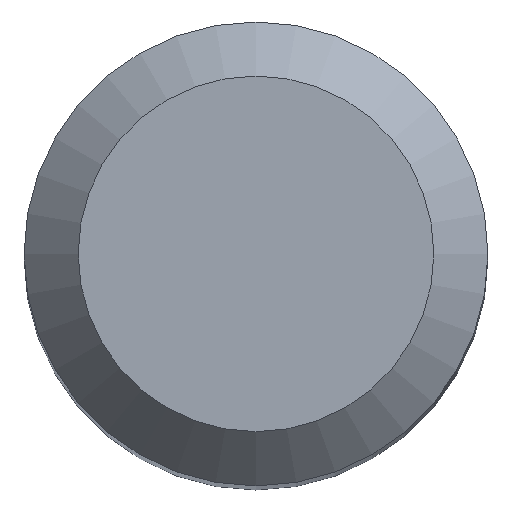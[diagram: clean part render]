
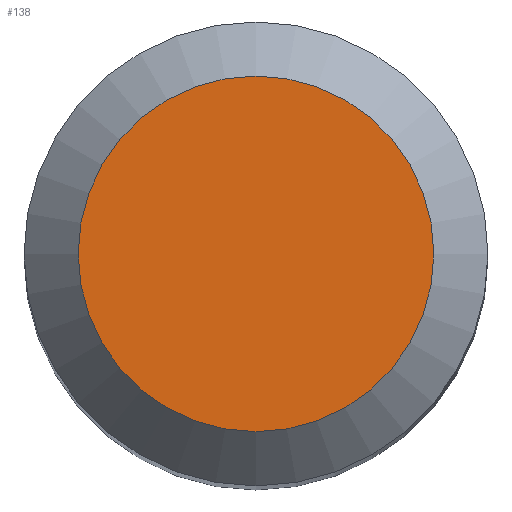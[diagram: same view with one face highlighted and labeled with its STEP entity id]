
A CAD part, top view. The second image highlights one B-rep face of the part: STEP entity #138.
In plain terms, the highlighted planar face has unit normal (0, 0, 1).
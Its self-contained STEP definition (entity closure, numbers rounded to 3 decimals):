
#19 = FACE_OUTER_BOUND ( 'NONE', #62, .T. ) ;
#23 = EDGE_CURVE ( 'NONE', #91, #91, #144, .T. ) ;
#62 = EDGE_LOOP ( 'NONE', ( #228 ) ) ;
#81 = AXIS2_PLACEMENT_3D ( 'NONE', #123, #104, #215 ) ;
#91 = VERTEX_POINT ( 'NONE', #131 ) ;
#104 = DIRECTION ( 'NONE',  ( 0., 0., -1. ) ) ;
#123 = CARTESIAN_POINT ( 'NONE',  ( 0., 0., 66. ) ) ;
#127 = DIRECTION ( 'NONE',  ( 0., 0., -1. ) ) ;
#131 = CARTESIAN_POINT ( 'NONE',  ( 0., 2.3, 66. ) ) ;
#138 = ADVANCED_FACE ( 'NONE', ( #19 ), #251, .F. ) ;
#144 = CIRCLE ( 'NONE', #81, 2.3 ) ;
#171 = DIRECTION ( 'NONE',  ( 0., 1., 0. ) ) ;
#174 = CARTESIAN_POINT ( 'NONE',  ( 0., 0., 66. ) ) ;
#187 = AXIS2_PLACEMENT_3D ( 'NONE', #174, #127, #171 ) ;
#215 = DIRECTION ( 'NONE',  ( 0., 1., 0. ) ) ;
#228 = ORIENTED_EDGE ( 'NONE', *, *, #23, .F. ) ;
#251 = PLANE ( 'NONE',  #187 ) ;
